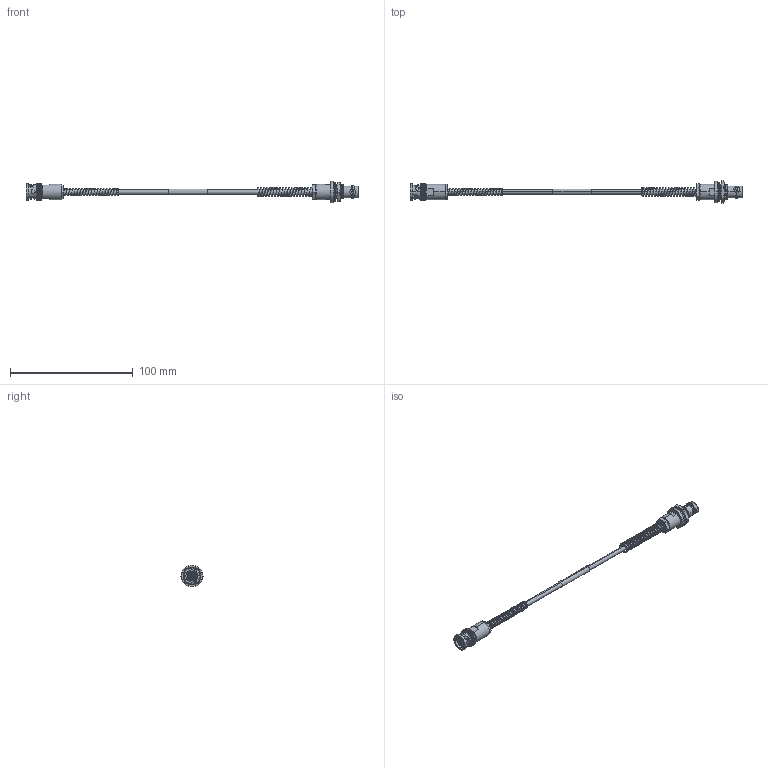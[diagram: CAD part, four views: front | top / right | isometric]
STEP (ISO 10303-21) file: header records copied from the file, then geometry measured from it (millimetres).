
FILE_DESCRIPTION (( 'STEP AP214' ), '1' );
FILE_NAME ('FM3MP2625_3D.step', '2023-08-21T22:18:32', ( '' ), ( '' ), 'SwSTEP 2.0', 'SolidWorks 2022', '' );
FILE_SCHEMA (( 'AUTOMOTIVE_DESIGN' ));
Length unit declared in the file: inch
Products named in the file (14): Copy of 30-02003^FM3MP2625_8"; Copy of 10-06030-XXX^FM3MP2625_With Strain Relief; Copy of 1AW01-003^FM3MP2625_.182 ID x .75" long; Copy of 10-06577-XXX(S)^FM3MP2625_WITH LARGE S.R.; Copy of 10-06577-XXX-MA5^Copy of 10-06577-XXX(S)_FM3MP2625; Copy of 10-06577-XXX-MA6^Copy of 10-06577-XXX(S)_FM3MP2625; Copy of 10-06577-XXX-MA1^Copy of 10-06577-XXX(S)_FM3MP2625; Copy of 10-06577-XXX-MA3^Copy of 10-06577-XXX(S)_FM3MP2625; FM3MP2625_3D; Copy of 10-06030-XXX-MA2^Copy of 10-06030-XXX_FM3MP2625_With Strain Relief; Copy of 10-06577-XXX-MA7(S)^Copy of 10-06577-XXX(S)_FM3MP2625_With Large Strain Relief; Copy of 10-06577-XXX-MA4^Copy of 10-06577-XXX(S)_FM3MP2625; Copy of 10-06030-XXX-MA3^Copy of 10-06030-XXX_FM3MP2625; Copy of 10-06030-XXX-MA1^Copy of 10-06030-XXX_FM3MP2625
Assembly tree (13 placements, depth 3):
  FM3MP2625_3D
    Copy of 30-02003^FM3MP2625_8"
    Copy of 10-06030-XXX^FM3MP2625_With Strain Relief
      Copy of 10-06030-XXX-MA1^Copy of 10-06030-XXX_FM3MP2625
      Copy of 10-06030-XXX-MA2^Copy of 10-06030-XXX_FM3MP2625_With Strain Relief
      Copy of 10-06030-XXX-MA3^Copy of 10-06030-XXX_FM3MP2625
    Copy of 1AW01-003^FM3MP2625_.182 ID x .75" long
    Copy of 10-06577-XXX(S)^FM3MP2625_WITH LARGE S.R.
      Copy of 10-06577-XXX-MA1^Copy of 10-06577-XXX(S)_FM3MP2625
      Copy of 10-06577-XXX-MA5^Copy of 10-06577-XXX(S)_FM3MP2625
      Copy of 10-06577-XXX-MA3^Copy of 10-06577-XXX(S)_FM3MP2625
      Copy of 10-06577-XXX-MA4^Copy of 10-06577-XXX(S)_FM3MP2625
      Copy of 10-06577-XXX-MA6^Copy of 10-06577-XXX(S)_FM3MP2625
      Copy of 10-06577-XXX-MA7(S)^Copy of 10-06577-XXX(S)_FM3MP2625_With Large Strain Relief
Bounding box: 270.73 x 18.48 x 17.5 mm (x, y, z)
Volume: 9746 mm3; surface area: 12730.4 mm2
Topology: 11 solids, 11 shells, 1036 faces, 2872 edges, 1878 vertices
Faces by surface type: cylinder 498, torus 212, plane 178, cone 89, bspline 59
Entity records: 65608 total; most frequent: CARTESIAN_POINT 38807, ORIENTED_EDGE 5736, DIRECTION 5240, EDGE_CURVE 2868, AXIS2_PLACEMENT_3D 2194, VERTEX_POINT 1878, CIRCLE 1199, EDGE_LOOP 1082
